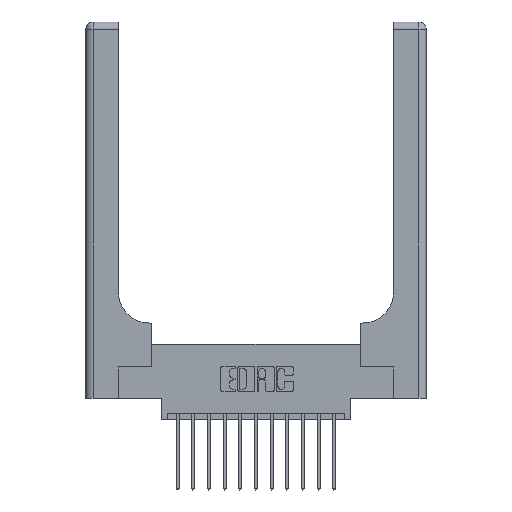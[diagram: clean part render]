
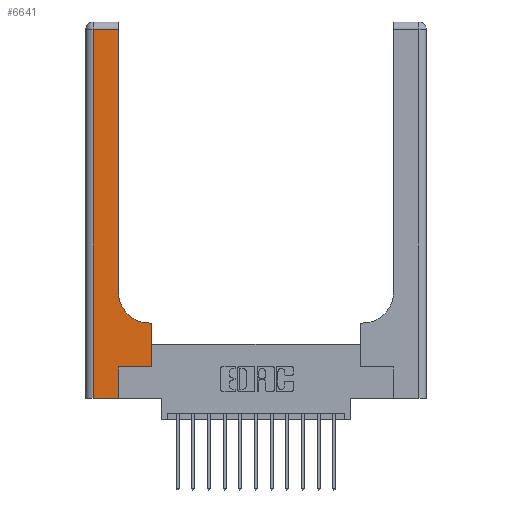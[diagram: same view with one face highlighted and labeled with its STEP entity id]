
A CAD part, top view. The second image highlights one B-rep face of the part: STEP entity #6641.
In plain terms, the highlighted planar face has unit normal (0, 0, 1).
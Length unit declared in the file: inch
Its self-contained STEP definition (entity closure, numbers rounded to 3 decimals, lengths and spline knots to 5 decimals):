
#9 = DIRECTION ( 'NONE',  ( -1., 0., 0. ) ) ;
#243 = PLANE ( 'NONE',  #3569 ) ;
#372 = EDGE_CURVE ( 'NONE', #2063, #5786, #16626, .T. ) ;
#412 = CARTESIAN_POINT ( 'NONE',  ( 0., 3., 0.37 ) ) ;
#787 = VERTEX_POINT ( 'NONE', #4748 ) ;
#978 = CARTESIAN_POINT ( 'NONE',  ( 0., 2.94, 0.37 ) ) ;
#1144 = DIRECTION ( 'NONE',  ( 0., -1., 0. ) ) ;
#1214 = LINE ( 'NONE', #11955, #8320 ) ;
#1402 = CARTESIAN_POINT ( 'NONE',  ( 0.528, 0.25, 0.37 ) ) ;
#1575 = DIRECTION ( 'NONE',  ( 1., 0., 0. ) ) ;
#1862 = CARTESIAN_POINT ( 'NONE',  ( 0.06, 3., 0.37 ) ) ;
#1986 = CARTESIAN_POINT ( 'NONE',  ( 0.26, 0.85, 0.37 ) ) ;
#2063 = VERTEX_POINT ( 'NONE', #1986 ) ;
#2445 = VERTEX_POINT ( 'NONE', #4360 ) ;
#2447 = LINE ( 'NONE', #1862, #11650 ) ;
#2848 = VERTEX_POINT ( 'NONE', #12313 ) ;
#3569 = AXIS2_PLACEMENT_3D ( 'NONE', #412, #5732, #11039 ) ;
#4174 = ORIENTED_EDGE ( 'NONE', *, *, #13552, .T. ) ;
#4274 = CARTESIAN_POINT ( 'NONE',  ( 0.51, 0.85, 0.37 ) ) ;
#4336 = FACE_OUTER_BOUND ( 'NONE', #8845, .T. ) ;
#4360 = CARTESIAN_POINT ( 'NONE',  ( 0.06, 2.94, 0.37 ) ) ;
#4628 = ORIENTED_EDGE ( 'NONE', *, *, #10457, .T. ) ;
#4748 = CARTESIAN_POINT ( 'NONE',  ( 0.528, 0.6, 0.37 ) ) ;
#4790 = DIRECTION ( 'NONE',  ( 0., 1., 0. ) ) ;
#5015 = VERTEX_POINT ( 'NONE', #17116 ) ;
#5300 = DIRECTION ( 'NONE',  ( 0., 1., 0. ) ) ;
#5334 = LINE ( 'NONE', #1402, #8268 ) ;
#5541 = DIRECTION ( 'NONE',  ( 1., 0., 0. ) ) ;
#5732 = DIRECTION ( 'NONE',  ( 0., 0., -1. ) ) ;
#5786 = VERTEX_POINT ( 'NONE', #9643 ) ;
#5975 = ORIENTED_EDGE ( 'NONE', *, *, #14531, .T. ) ;
#6149 = CARTESIAN_POINT ( 'NONE',  ( 0.26, 3., 0.37 ) ) ;
#6327 = ORIENTED_EDGE ( 'NONE', *, *, #372, .T. ) ;
#6603 = DIRECTION ( 'NONE',  ( 0., 1., 0. ) ) ;
#6641 = ADVANCED_FACE ( 'NONE', ( #4336 ), #243, .F. ) ;
#6801 = EDGE_CURVE ( 'NONE', #2848, #787, #5334, .T. ) ;
#6814 = LINE ( 'NONE', #10598, #9376 ) ;
#7406 = CARTESIAN_POINT ( 'NONE',  ( 0.265, 0.25, 0.37 ) ) ;
#8268 = VECTOR ( 'NONE', #6603, 39.37008 ) ;
#8320 = VECTOR ( 'NONE', #5300, 39.37008 ) ;
#8845 = EDGE_LOOP ( 'NONE', ( #6327, #4174, #15003, #10699, #4628, #11548, #12734, #5975, #10809 ) ) ;
#8914 = LINE ( 'NONE', #16077, #16529 ) ;
#8923 = CARTESIAN_POINT ( 'NONE',  ( 0.265, 0., 0.37 ) ) ;
#9171 = AXIS2_PLACEMENT_3D ( 'NONE', #4274, #12337, #15893 ) ;
#9376 = VECTOR ( 'NONE', #5541, 39.37008 ) ;
#9392 = VECTOR ( 'NONE', #9971, 39.37008 ) ;
#9592 = CARTESIAN_POINT ( 'NONE',  ( 0.51, 0.6, 0.37 ) ) ;
#9643 = CARTESIAN_POINT ( 'NONE',  ( 0.26, 2.94, 0.37 ) ) ;
#9713 = LINE ( 'NONE', #11103, #9392 ) ;
#9971 = DIRECTION ( 'NONE',  ( -1., 0., 0. ) ) ;
#10457 = EDGE_CURVE ( 'NONE', #11749, #16559, #1214, .T. ) ;
#10598 = CARTESIAN_POINT ( 'NONE',  ( 0.265, 0.25, 0.37 ) ) ;
#10699 = ORIENTED_EDGE ( 'NONE', *, *, #12589, .T. ) ;
#10809 = ORIENTED_EDGE ( 'NONE', *, *, #16272, .T. ) ;
#10831 = CIRCLE ( 'NONE', #9171, 0.25 ) ;
#10926 = EDGE_CURVE ( 'NONE', #2445, #5015, #2447, .T. ) ;
#11039 = DIRECTION ( 'NONE',  ( -1., 0., 0. ) ) ;
#11103 = CARTESIAN_POINT ( 'NONE',  ( 0.26, 0.6, 0.37 ) ) ;
#11548 = ORIENTED_EDGE ( 'NONE', *, *, #14423, .T. ) ;
#11650 = VECTOR ( 'NONE', #1144, 39.37008 ) ;
#11749 = VERTEX_POINT ( 'NONE', #8923 ) ;
#11904 = LINE ( 'NONE', #978, #12949 ) ;
#11955 = CARTESIAN_POINT ( 'NONE',  ( 0.265, 0., 0.37 ) ) ;
#12313 = CARTESIAN_POINT ( 'NONE',  ( 0.528, 0.25, 0.37 ) ) ;
#12337 = DIRECTION ( 'NONE',  ( 0., 0., -1. ) ) ;
#12589 = EDGE_CURVE ( 'NONE', #5015, #11749, #8914, .T. ) ;
#12734 = ORIENTED_EDGE ( 'NONE', *, *, #6801, .T. ) ;
#12949 = VECTOR ( 'NONE', #9, 39.37008 ) ;
#13552 = EDGE_CURVE ( 'NONE', #5786, #2445, #11904, .T. ) ;
#14423 = EDGE_CURVE ( 'NONE', #16559, #2848, #6814, .T. ) ;
#14531 = EDGE_CURVE ( 'NONE', #787, #15392, #9713, .T. ) ;
#14577 = VECTOR ( 'NONE', #4790, 39.37008 ) ;
#15003 = ORIENTED_EDGE ( 'NONE', *, *, #10926, .T. ) ;
#15392 = VERTEX_POINT ( 'NONE', #9592 ) ;
#15893 = DIRECTION ( 'NONE',  ( 1., 0., 0. ) ) ;
#16077 = CARTESIAN_POINT ( 'NONE',  ( 0., 0., 0.37 ) ) ;
#16272 = EDGE_CURVE ( 'NONE', #15392, #2063, #10831, .T. ) ;
#16529 = VECTOR ( 'NONE', #1575, 39.37008 ) ;
#16559 = VERTEX_POINT ( 'NONE', #7406 ) ;
#16626 = LINE ( 'NONE', #6149, #14577 ) ;
#17116 = CARTESIAN_POINT ( 'NONE',  ( 0.06, 0., 0.37 ) ) ;
